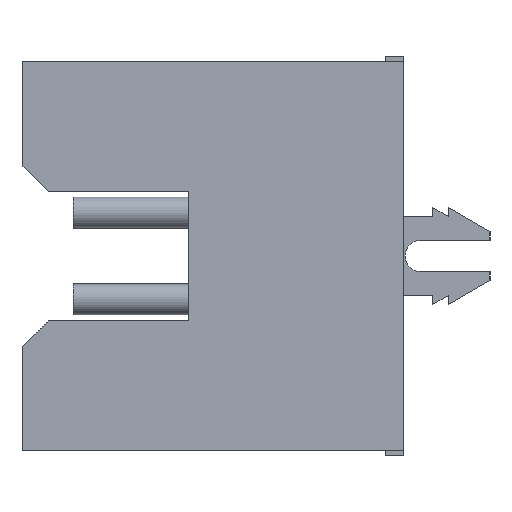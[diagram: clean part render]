
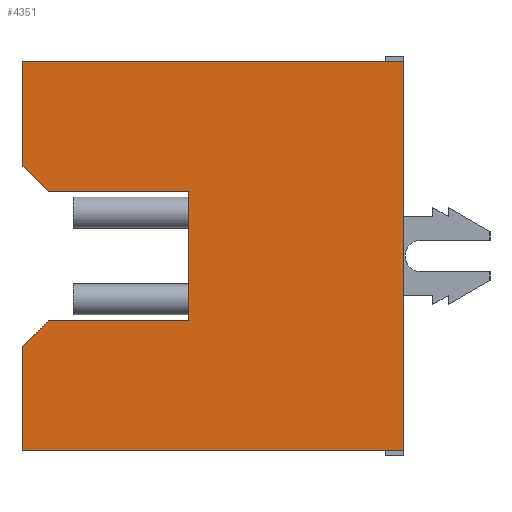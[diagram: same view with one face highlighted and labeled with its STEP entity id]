
A CAD part, left-side view. The second image highlights one B-rep face of the part: STEP entity #4351.
In plain terms, the highlighted planar face has unit normal (-1, 0, 0).
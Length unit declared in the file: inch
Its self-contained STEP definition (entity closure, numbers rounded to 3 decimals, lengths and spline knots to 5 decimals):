
#1033=ORIENTED_EDGE('',*,*,#1856,.T.);
#1034=ORIENTED_EDGE('',*,*,#1833,.T.);
#1035=ORIENTED_EDGE('',*,*,#1857,.F.);
#1036=ORIENTED_EDGE('',*,*,#1831,.F.);
#1037=ORIENTED_EDGE('',*,*,#1858,.T.);
#1038=ORIENTED_EDGE('',*,*,#1844,.F.);
#1039=ORIENTED_EDGE('',*,*,#1799,.T.);
#1040=ORIENTED_EDGE('',*,*,#1824,.T.);
#1041=ORIENTED_EDGE('',*,*,#1859,.F.);
#1042=ORIENTED_EDGE('',*,*,#1853,.F.);
#1799=EDGE_CURVE('',#2291,#2290,#2746,.T.);
#1824=EDGE_CURVE('',#2290,#2311,#2771,.T.);
#1831=EDGE_CURVE('',#2318,#2319,#2778,.T.);
#1833=EDGE_CURVE('',#2320,#2321,#2780,.T.);
#1844=EDGE_CURVE('',#2291,#2329,#2791,.T.);
#1853=EDGE_CURVE('',#2337,#2338,#2800,.T.);
#1856=EDGE_CURVE('',#2337,#2320,#2803,.T.);
#1857=EDGE_CURVE('',#2319,#2321,#2804,.T.);
#1858=EDGE_CURVE('',#2318,#2329,#2805,.T.);
#1859=EDGE_CURVE('',#2338,#2311,#2806,.T.);
#2290=VERTEX_POINT('',#6781);
#2291=VERTEX_POINT('',#6783);
#2311=VERTEX_POINT('',#6832);
#2318=VERTEX_POINT('',#6847);
#2319=VERTEX_POINT('',#6849);
#2320=VERTEX_POINT('',#6853);
#2321=VERTEX_POINT('',#6854);
#2329=VERTEX_POINT('',#6874);
#2337=VERTEX_POINT('',#6891);
#2338=VERTEX_POINT('',#6893);
#2746=LINE('',#6782,#3273);
#2771=LINE('',#6833,#3298);
#2778=LINE('',#6848,#3305);
#2780=LINE('',#6852,#3307);
#2791=LINE('',#6873,#3318);
#2800=LINE('',#6892,#3327);
#2803=LINE('',#6898,#3330);
#2804=LINE('',#6899,#3331);
#2805=LINE('',#6900,#3332);
#2806=LINE('',#6901,#3333);
#3273=VECTOR('',#5569,39.37008);
#3298=VECTOR('',#5604,39.37008);
#3305=VECTOR('',#5613,39.37008);
#3307=VECTOR('',#5617,39.37008);
#3318=VECTOR('',#5630,39.37008);
#3327=VECTOR('',#5641,39.37008);
#3330=VECTOR('',#5646,39.37008);
#3331=VECTOR('',#5647,39.37008);
#3332=VECTOR('',#5648,39.37008);
#3333=VECTOR('',#5649,39.37008);
#3671=EDGE_LOOP('',(#1033,#1034,#1035,#1036,#1037,#1038,#1039,#1040,#1041,
#1042));
#3932=FACE_BOUND('',#3671,.T.);
#4122=PLANE('',#4693);
#4351=ADVANCED_FACE('',(#3932),#4122,.F.);
#4693=AXIS2_PLACEMENT_3D('',#6897,#5644,#5645);
#5569=DIRECTION('',(0.,-1.,0.));
#5604=DIRECTION('',(0.,0.,1.));
#5613=DIRECTION('',(0.,-1.,0.));
#5617=DIRECTION('',(0.,-1.,0.));
#5630=DIRECTION('',(0.,0.,1.));
#5641=DIRECTION('',(0.,0.,1.));
#5644=DIRECTION('',(1.,0.,0.));
#5645=DIRECTION('',(0.,0.,-1.));
#5646=DIRECTION('',(0.,-0.707,-0.707));
#5647=DIRECTION('',(0.,0.,1.));
#5648=DIRECTION('',(0.,0.707,-0.707));
#5649=DIRECTION('',(0.,-1.,0.));
#6781=CARTESIAN_POINT('',(-0.2375,0.,-0.1125));
#6782=CARTESIAN_POINT('',(-0.2375,0.22,-0.1125));
#6783=CARTESIAN_POINT('',(-0.2375,0.22,-0.1125));
#6832=CARTESIAN_POINT('',(-0.2375,0.,0.1125));
#6833=CARTESIAN_POINT('',(-0.2375,0.,-0.1125));
#6847=CARTESIAN_POINT('',(-0.2375,0.205,-0.0375));
#6848=CARTESIAN_POINT('',(-0.2375,0.316,-0.0375));
#6849=CARTESIAN_POINT('',(-0.2375,0.124,-0.0375));
#6852=CARTESIAN_POINT('',(-0.2375,0.316,0.0375));
#6853=CARTESIAN_POINT('',(-0.2375,0.205,0.0375));
#6854=CARTESIAN_POINT('',(-0.2375,0.124,0.0375));
#6873=CARTESIAN_POINT('',(-0.2375,0.22,-0.1125));
#6874=CARTESIAN_POINT('',(-0.2375,0.22,-0.0525));
#6891=CARTESIAN_POINT('',(-0.2375,0.22,0.0525));
#6892=CARTESIAN_POINT('',(-0.2375,0.22,-0.1125));
#6893=CARTESIAN_POINT('',(-0.2375,0.22,0.1125));
#6897=CARTESIAN_POINT('',(-0.2375,0.22,-0.1125));
#6898=CARTESIAN_POINT('',(-0.2375,0.22,0.0525));
#6899=CARTESIAN_POINT('',(-0.2375,0.124,-0.0375));
#6900=CARTESIAN_POINT('',(-0.2375,0.205,-0.0375));
#6901=CARTESIAN_POINT('',(-0.2375,0.22,0.1125));
